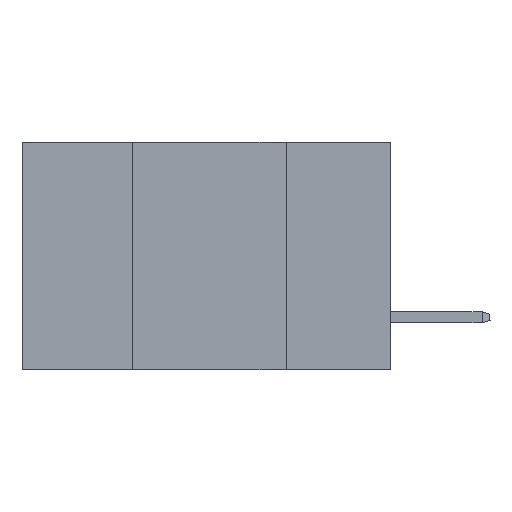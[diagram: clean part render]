
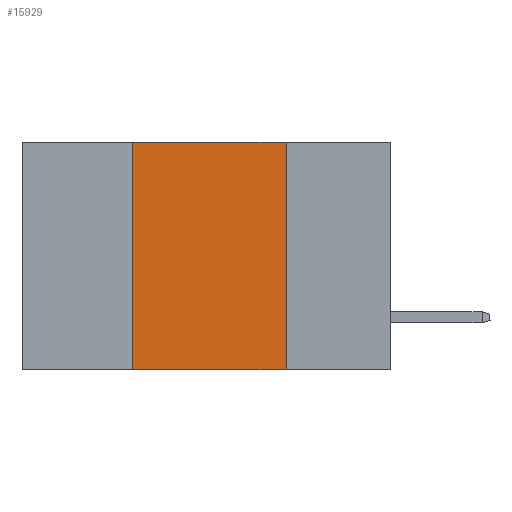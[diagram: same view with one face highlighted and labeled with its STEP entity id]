
A CAD part, left-side view. The second image highlights one B-rep face of the part: STEP entity #15929.
In plain terms, the highlighted planar face has unit normal (-1, 0, 0).
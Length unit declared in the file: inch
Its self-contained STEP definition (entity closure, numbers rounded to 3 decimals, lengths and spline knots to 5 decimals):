
#74 = VERTEX_POINT ( 'NONE', #2922 ) ;
#1272 = CARTESIAN_POINT ( 'NONE',  ( 0., 0.42, 0. ) ) ;
#1580 = VERTEX_POINT ( 'NONE', #1272 ) ;
#1939 = DIRECTION ( 'NONE',  ( 0., 0., -1. ) ) ;
#2922 = CARTESIAN_POINT ( 'NONE',  ( 0., 0.17, -0.37 ) ) ;
#3355 = FACE_OUTER_BOUND ( 'NONE', #32824, .T. ) ;
#3449 = DIRECTION ( 'NONE',  ( 0., -1., 0. ) ) ;
#4720 = LINE ( 'NONE', #49421, #33710 ) ;
#6020 = CARTESIAN_POINT ( 'NONE',  ( 0., 0.6, 0. ) ) ;
#6313 = EDGE_CURVE ( 'NONE', #1580, #18693, #4720, .T. ) ;
#9353 = CARTESIAN_POINT ( 'NONE',  ( 0., 0.17, 0. ) ) ;
#15929 = ADVANCED_FACE ( 'NONE', ( #3355 ), #20763, .F. ) ;
#18034 = EDGE_CURVE ( 'NONE', #36499, #1580, #28692, .T. ) ;
#18693 = VERTEX_POINT ( 'NONE', #34314 ) ;
#18944 = CARTESIAN_POINT ( 'NONE',  ( 0., 0.42, -0.37 ) ) ;
#20763 = PLANE ( 'NONE',  #26824 ) ;
#21111 = EDGE_CURVE ( 'NONE', #18693, #74, #36853, .T. ) ;
#21390 = DIRECTION ( 'NONE',  ( 0., -1., 0. ) ) ;
#21441 = LINE ( 'NONE', #48748, #23789 ) ;
#22838 = ORIENTED_EDGE ( 'NONE', *, *, #43572, .T. ) ;
#23789 = VECTOR ( 'NONE', #21390, 39.37008 ) ;
#24941 = DIRECTION ( 'NONE',  ( 0., 0., -1. ) ) ;
#26824 = AXIS2_PLACEMENT_3D ( 'NONE', #6020, #40492, #24941 ) ;
#27738 = DIRECTION ( 'NONE',  ( 0., 0., 1. ) ) ;
#28692 = LINE ( 'NONE', #44192, #47849 ) ;
#32824 = EDGE_LOOP ( 'NONE', ( #34412, #38659, #46508, #22838 ) ) ;
#33710 = VECTOR ( 'NONE', #3449, 39.37008 ) ;
#34314 = CARTESIAN_POINT ( 'NONE',  ( 0., 0.17, 0. ) ) ;
#34412 = ORIENTED_EDGE ( 'NONE', *, *, #21111, .F. ) ;
#35589 = VECTOR ( 'NONE', #1939, 39.37008 ) ;
#36499 = VERTEX_POINT ( 'NONE', #18944 ) ;
#36853 = LINE ( 'NONE', #9353, #35589 ) ;
#38659 = ORIENTED_EDGE ( 'NONE', *, *, #6313, .F. ) ;
#40492 = DIRECTION ( 'NONE',  ( 1., 0., 0. ) ) ;
#43572 = EDGE_CURVE ( 'NONE', #36499, #74, #21441, .T. ) ;
#44192 = CARTESIAN_POINT ( 'NONE',  ( 0., 0.42, 0. ) ) ;
#46508 = ORIENTED_EDGE ( 'NONE', *, *, #18034, .F. ) ;
#47849 = VECTOR ( 'NONE', #27738, 39.37008 ) ;
#48748 = CARTESIAN_POINT ( 'NONE',  ( 0., 0.6, -0.37 ) ) ;
#49421 = CARTESIAN_POINT ( 'NONE',  ( 0., 0.6, 0. ) ) ;
